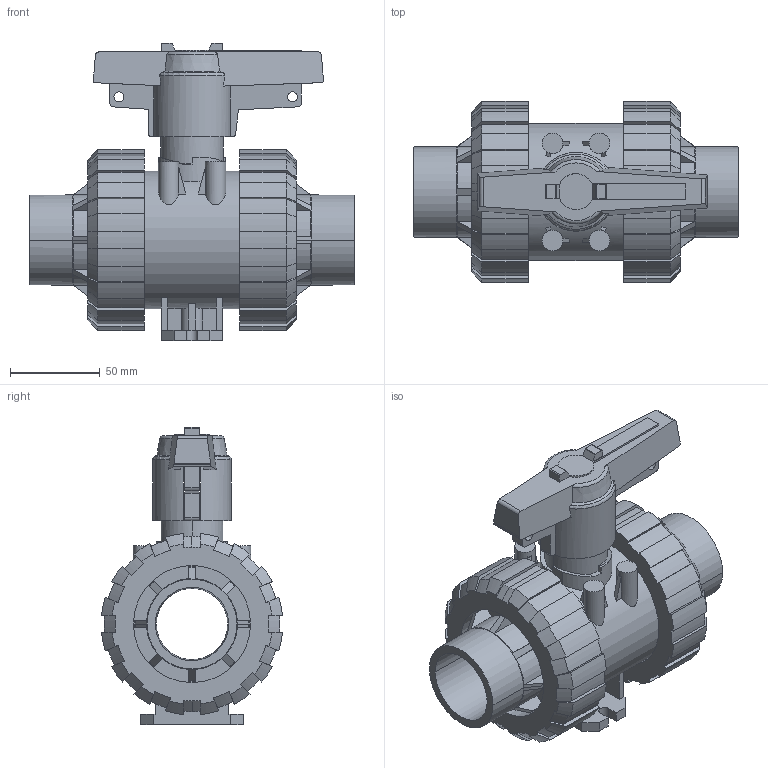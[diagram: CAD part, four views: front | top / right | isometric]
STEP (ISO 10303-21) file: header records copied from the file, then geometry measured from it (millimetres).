
FILE_DESCRIPTION(('STEP AP214'),'1');
FILE_NAME('cctmp_504A9998-2EDE-4BA5-B1B7-7F4EBEB84F32_2021_10_22_07_36_15_0605..stp','2021-10-22T05:36:16',('Praher Valves GmbH'),('CADClick - www.CADClick.com'),'Spatial InterOp 3D',' ','unknown authorization');
FILE_SCHEMA(('AUTOMOTIVE_DESIGN'));
Length unit declared in the file: millimetre
Products named in the file (7): cc_unnamed; 210123_5; 210123_4; 210123_3; 210123_2; 210123_1; 210123
Assembly tree (6 placements, depth 2):
  cc_unnamed
    210123_5
    210123_4
    210123_3
    210123_2
    210123_1
    210123
Bounding box: 180.5 x 100.56 x 165.37 mm (x, y, z)
Volume: 667772.3 mm3; surface area: 173517.1 mm2
Topology: 6 solids, 6 shells, 516 faces, 1480 edges, 982 vertices
Faces by surface type: plane 250, cylinder 122, cone 80, bspline 56, torus 8
Entity records: 23453 total; most frequent: CARTESIAN_POINT 6216, ORIENTED_EDGE 2960, DIRECTION 2458, EDGE_CURVE 1480, VERTEX_POINT 982, AXIS2_PLACEMENT_3D 865, LINE 728, VECTOR 728
